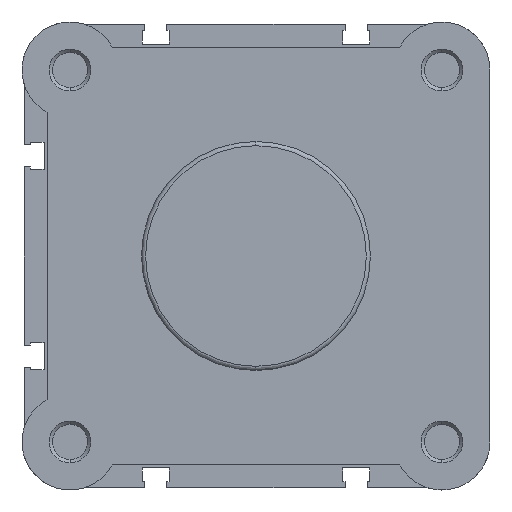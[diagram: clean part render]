
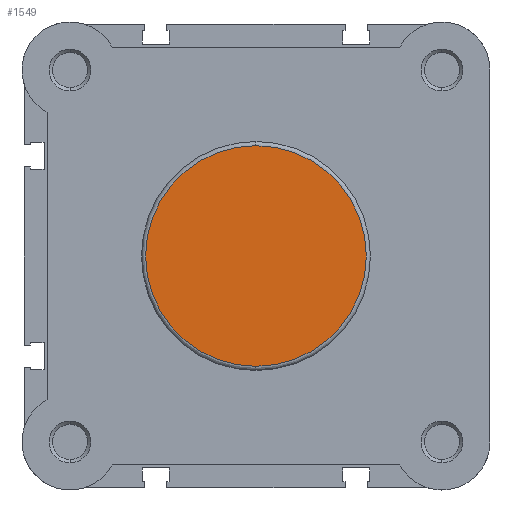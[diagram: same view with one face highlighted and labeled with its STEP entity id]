
A CAD part, left-side view. The second image highlights one B-rep face of the part: STEP entity #1549.
In plain terms, the highlighted planar face has unit normal (-1, 0, 0).
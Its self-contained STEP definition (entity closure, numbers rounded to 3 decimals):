
#356 = ORIENTED_EDGE ( 'NONE', *, *, #5951, .T. ) ;
#357 = ORIENTED_EDGE ( 'NONE', *, *, #5293, .T. ) ;
#1181 = EDGE_LOOP ( 'NONE', ( #356, #357 ) ) ;
#1549 = ADVANCED_FACE ( 'NONE', ( #3599 ), #2368, .F. ) ;
#1821 = AXIS2_PLACEMENT_3D ( 'NONE', #2371, #2377, #2378 ) ;
#2051 = AXIS2_PLACEMENT_3D ( 'NONE', #3227, #3228, #3229 ) ;
#2167 = AXIS2_PLACEMENT_3D ( 'NONE', #4808, #4814, #4815 ) ;
#2368 = PLANE ( 'NONE',  #1821 ) ;
#2371 = CARTESIAN_POINT ( 'NONE',  ( 0., 27.4, 0. ) ) ;
#2377 = DIRECTION ( 'NONE',  ( 1., 0., 0. ) ) ;
#2378 = DIRECTION ( 'NONE',  ( 0., 0., -1. ) ) ;
#3227 = CARTESIAN_POINT ( 'NONE',  ( 0., 0., 0. ) ) ;
#3228 = DIRECTION ( 'NONE',  ( -1., 0., 0. ) ) ;
#3229 = DIRECTION ( 'NONE',  ( 0., 0., -1. ) ) ;
#3599 = FACE_OUTER_BOUND ( 'NONE', #1181, .T. ) ;
#4027 = CIRCLE ( 'NONE', #2051, 26.4 ) ;
#4393 = CIRCLE ( 'NONE', #2167, 26.4 ) ;
#4808 = CARTESIAN_POINT ( 'NONE',  ( 0., 0., 0. ) ) ;
#4814 = DIRECTION ( 'NONE',  ( -1., 0., 0. ) ) ;
#4815 = DIRECTION ( 'NONE',  ( 0., 0., -1. ) ) ;
#4960 = CARTESIAN_POINT ( 'NONE',  ( 0., 0., 26.4 ) ) ;
#4984 = CARTESIAN_POINT ( 'NONE',  ( 0., 0., -26.4 ) ) ;
#5293 = EDGE_CURVE ( 'NONE', #6208, #6237, #4027, .T. ) ;
#5951 = EDGE_CURVE ( 'NONE', #6237, #6208, #4393, .T. ) ;
#6208 = VERTEX_POINT ( 'NONE', #4960 ) ;
#6237 = VERTEX_POINT ( 'NONE', #4984 ) ;
